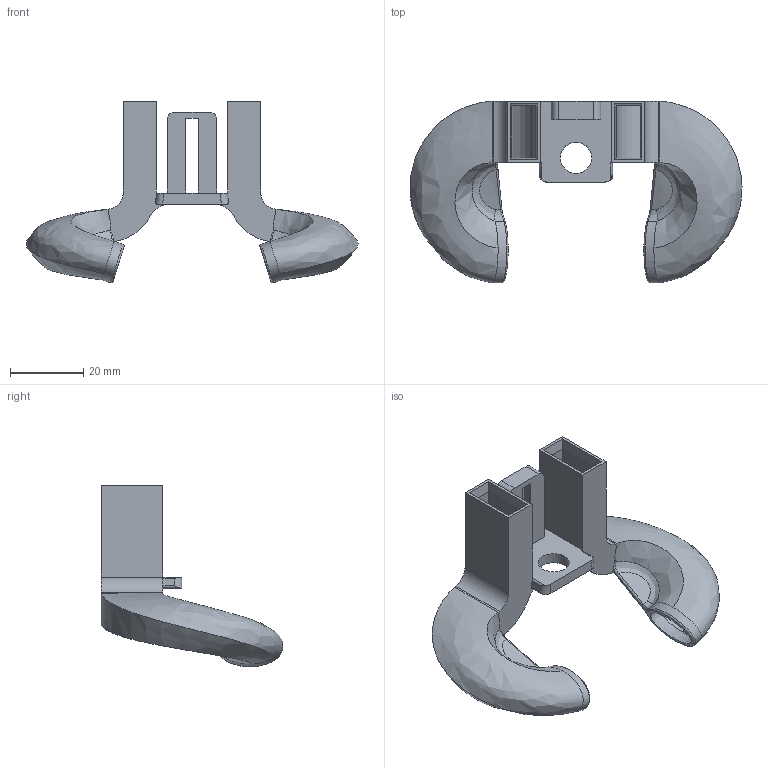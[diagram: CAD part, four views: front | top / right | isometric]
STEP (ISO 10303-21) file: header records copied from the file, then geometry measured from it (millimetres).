
FILE_DESCRIPTION(/* description */ (''),/* implementation_level */ '2;1');
FILE_NAME(/* name */ 'h25.step',/* time_stamp */ '2023-01-09T05:11:06+08:00',/* author */ (''),/* organization */ (''),/* preprocessor_version */ 'ST-DEVELOPER v19.2',/* originating_system */ 'Autodesk Translation Framework v11.17.0.187',/* authorisation */ '');
FILE_SCHEMA (('AUTOMOTIVE_DESIGN { 1 0 10303 214 3 1 1 }'));
Length unit declared in the file: millimetre
Products named in the file (1): Nozzle
Bounding box: 90.38 x 49.45 x 49.44 mm (x, y, z)
Volume: 11949.9 mm3; surface area: 18097.1 mm2
Topology: 1 solids, 1 shells, 128 faces, 393 edges, 266 vertices
Faces by surface type: bspline 54, plane 53, cylinder 19, torus 2
Full cylindrical faces by diameter (mm): 8.5 x1
Entity records: 13228 total; most frequent: CARTESIAN_POINT 10074, ORIENTED_EDGE 786, DIRECTION 447, EDGE_CURVE 393, VERTEX_POINT 266, LINE 169, VECTOR 169, B_SPLINE_CURVE_WITH_KNOTS 160
